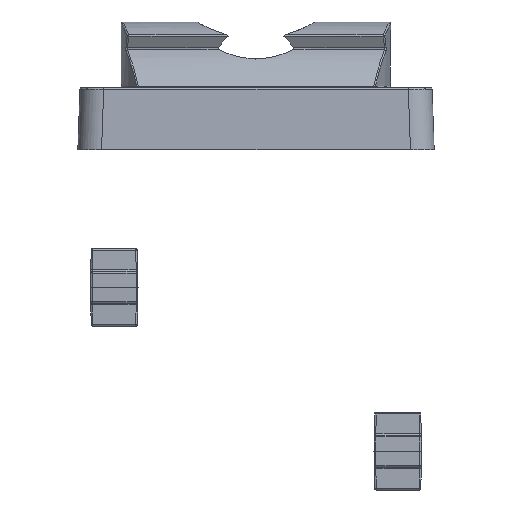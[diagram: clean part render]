
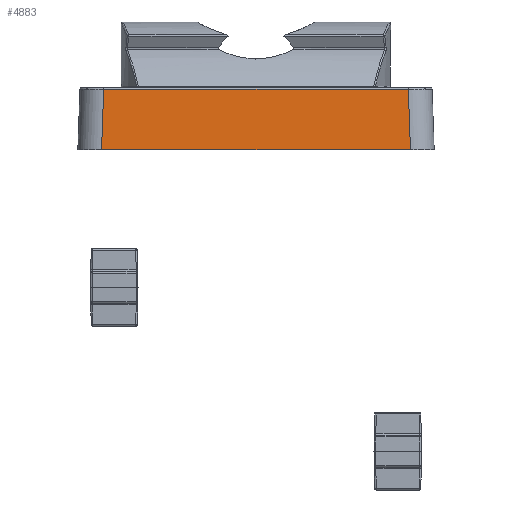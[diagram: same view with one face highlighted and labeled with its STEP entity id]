
A CAD part, left-side view. The second image highlights one B-rep face of the part: STEP entity #4883.
In plain terms, the highlighted planar face has unit normal (-0.999, 0, 0.035).
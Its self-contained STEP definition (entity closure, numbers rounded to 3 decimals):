
#22 = FACE_OUTER_BOUND ( 'NONE', #25926, .T. ) ;
#430 = VERTEX_POINT ( 'NONE', #33484 ) ;
#2528 = VERTEX_POINT ( 'NONE', #17334 ) ;
#3432 = ORIENTED_EDGE ( 'NONE', *, *, #25704, .T. ) ;
#4350 = DIRECTION ( 'NONE',  ( -0.999, 0., 0.035 ) ) ;
#4883 = ADVANCED_FACE ( 'NONE', ( #22 ), #25713, .T. ) ;
#6978 = LINE ( 'NONE', #12706, #13294 ) ;
#7972 = CARTESIAN_POINT ( 'NONE',  ( -22.5, -22.5, 0. ) ) ;
#8104 = CARTESIAN_POINT ( 'NONE',  ( -22.5, -19.502, 0. ) ) ;
#9921 = AXIS2_PLACEMENT_3D ( 'NONE', #20529, #4350, #23233 ) ;
#10657 = VERTEX_POINT ( 'NONE', #33362 ) ;
#12538 = VERTEX_POINT ( 'NONE', #34746 ) ;
#12706 = CARTESIAN_POINT ( 'NONE',  ( -22.234, 0., 7.607 ) ) ;
#12749 = DIRECTION ( 'NONE',  ( -0.035, 0.035, -0.999 ) ) ;
#12977 = VECTOR ( 'NONE', #24302, 1000. ) ;
#13294 = VECTOR ( 'NONE', #28923, 1000. ) ;
#13728 = ORIENTED_EDGE ( 'NONE', *, *, #26248, .T. ) ;
#16951 = VECTOR ( 'NONE', #12749, 1000. ) ;
#17334 = CARTESIAN_POINT ( 'NONE',  ( -22.234, -19.236, 7.607 ) ) ;
#19515 = EDGE_CURVE ( 'NONE', #12538, #2528, #6978, .T. ) ;
#20218 = LINE ( 'NONE', #8104, #12977 ) ;
#20232 = ORIENTED_EDGE ( 'NONE', *, *, #29542, .T. ) ;
#20529 = CARTESIAN_POINT ( 'NONE',  ( -22.5, -22.5, 0. ) ) ;
#23233 = DIRECTION ( 'NONE',  ( 0.035, 0., 0.999 ) ) ;
#24119 = LINE ( 'NONE', #26217, #16951 ) ;
#24302 = DIRECTION ( 'NONE',  ( 0.035, 0.035, 0.999 ) ) ;
#25704 = EDGE_CURVE ( 'NONE', #12538, #430, #24119, .T. ) ;
#25713 = PLANE ( 'NONE',  #9921 ) ;
#25926 = EDGE_LOOP ( 'NONE', ( #3432, #13728, #20232, #31129 ) ) ;
#26217 = CARTESIAN_POINT ( 'NONE',  ( -22.234, 19.236, 7.607 ) ) ;
#26248 = EDGE_CURVE ( 'NONE', #430, #10657, #31143, .T. ) ;
#28923 = DIRECTION ( 'NONE',  ( 0., -1., 0. ) ) ;
#29542 = EDGE_CURVE ( 'NONE', #10657, #2528, #20218, .T. ) ;
#29881 = DIRECTION ( 'NONE',  ( 0., -1., 0. ) ) ;
#30271 = VECTOR ( 'NONE', #29881, 1000. ) ;
#31129 = ORIENTED_EDGE ( 'NONE', *, *, #19515, .F. ) ;
#31143 = LINE ( 'NONE', #7972, #30271 ) ;
#33362 = CARTESIAN_POINT ( 'NONE',  ( -22.5, -19.502, 0. ) ) ;
#33484 = CARTESIAN_POINT ( 'NONE',  ( -22.5, 19.502, 0. ) ) ;
#34746 = CARTESIAN_POINT ( 'NONE',  ( -22.234, 19.236, 7.607 ) ) ;
